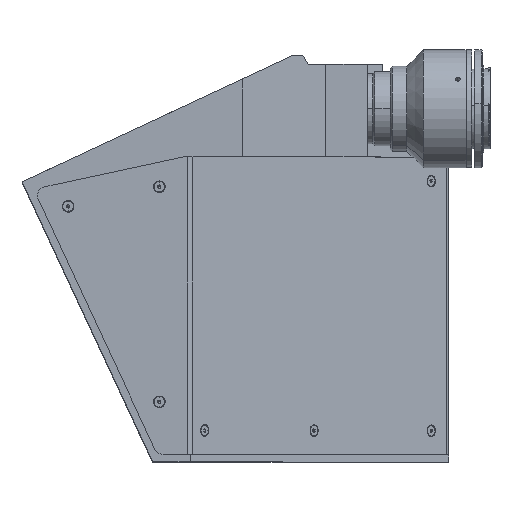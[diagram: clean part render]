
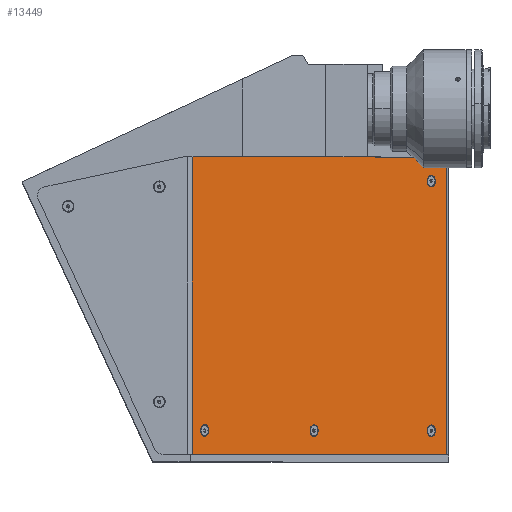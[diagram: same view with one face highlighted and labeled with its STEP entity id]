
A CAD part, top view. The second image highlights one B-rep face of the part: STEP entity #13449.
In plain terms, the highlighted planar face has unit normal (0.707, 0, 0.707).
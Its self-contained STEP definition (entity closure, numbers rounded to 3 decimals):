
#172 = DIRECTION ( 'NONE',  ( 0., -1., 0. ) ) ;
#316 = CARTESIAN_POINT ( 'NONE',  ( 25.086, -78., 114.598 ) ) ;
#387 = VECTOR ( 'NONE', #172, 1000. ) ;
#651 = CIRCLE ( 'NONE', #6831, 3.15 ) ;
#665 = EDGE_CURVE ( 'NONE', #6019, #4631, #651, .T. ) ;
#703 = AXIS2_PLACEMENT_3D ( 'NONE', #14868, #10455, #10630 ) ;
#1113 = VERTEX_POINT ( 'NONE', #12514 ) ;
#1144 = CARTESIAN_POINT ( 'NONE',  ( -39.716, 70., 179.4 ) ) ;
#2129 = CIRCLE ( 'NONE', #2413, 3.15 ) ;
#2276 = ORIENTED_EDGE ( 'NONE', *, *, #7147, .F. ) ;
#2413 = AXIS2_PLACEMENT_3D ( 'NONE', #10301, #11780, #17038 ) ;
#3026 = VERTEX_POINT ( 'NONE', #15988 ) ;
#3100 = EDGE_CURVE ( 'NONE', #17534, #17644, #12180, .T. ) ;
#3152 = CIRCLE ( 'NONE', #10219, 3.15 ) ;
#3253 = DIRECTION ( 'NONE',  ( 0.707, 0., -0.707 ) ) ;
#3784 = DIRECTION ( 'NONE',  ( 0.707, 0., 0.707 ) ) ;
#3878 = CARTESIAN_POINT ( 'NONE',  ( 90.719, -78., 48.965 ) ) ;
#4105 = FACE_BOUND ( 'NONE', #6290, .T. ) ;
#4203 = DIRECTION ( 'NONE',  ( 0.707, 0., 0.707 ) ) ;
#4266 = DIRECTION ( 'NONE',  ( 0.707, 0., -0.707 ) ) ;
#4380 = DIRECTION ( 'NONE',  ( 0.707, 0., -0.707 ) ) ;
#4395 = ORIENTED_EDGE ( 'NONE', *, *, #12479, .T. ) ;
#4545 = ORIENTED_EDGE ( 'NONE', *, *, #6806, .F. ) ;
#4631 = VERTEX_POINT ( 'NONE', #10078 ) ;
#4927 = ORIENTED_EDGE ( 'NONE', *, *, #17521, .F. ) ;
#5301 = LINE ( 'NONE', #10834, #10209 ) ;
#5305 = FACE_BOUND ( 'NONE', #16870, .T. ) ;
#5366 = AXIS2_PLACEMENT_3D ( 'NONE', #10363, #15888, #11570 ) ;
#5594 = DIRECTION ( 'NONE',  ( 0.707, 0., -0.707 ) ) ;
#5867 = VERTEX_POINT ( 'NONE', #5936 ) ;
#5896 = DIRECTION ( 'NONE',  ( 0.707, 0., 0.707 ) ) ;
#5936 = CARTESIAN_POINT ( 'NONE',  ( -38.544, -91., 178.228 ) ) ;
#6019 = VERTEX_POINT ( 'NONE', #10612 ) ;
#6290 = EDGE_LOOP ( 'NONE', ( #4927, #2276 ) ) ;
#6438 = ORIENTED_EDGE ( 'NONE', *, *, #18220, .T. ) ;
#6593 = ORIENTED_EDGE ( 'NONE', *, *, #17506, .F. ) ;
#6623 = EDGE_CURVE ( 'NONE', #10016, #17571, #5301, .T. ) ;
#6696 = DIRECTION ( 'NONE',  ( -0.707, 0., -0.707 ) ) ;
#6806 = EDGE_CURVE ( 'NONE', #10984, #1113, #13424, .T. ) ;
#6831 = AXIS2_PLACEMENT_3D ( 'NONE', #3878, #3784, #9406 ) ;
#6932 = DIRECTION ( 'NONE',  ( 0.707, 0., 0.707 ) ) ;
#7081 = CARTESIAN_POINT ( 'NONE',  ( -38.544, 70., 178.228 ) ) ;
#7103 = ORIENTED_EDGE ( 'NONE', *, *, #3100, .F. ) ;
#7147 = EDGE_CURVE ( 'NONE', #17882, #17502, #3152, .T. ) ;
#7150 = CIRCLE ( 'NONE', #8026, 3.15 ) ;
#7417 = DIRECTION ( 'NONE',  ( 0.707, 0., 0.707 ) ) ;
#7545 = CARTESIAN_POINT ( 'NONE',  ( -31.849, -78., 171.534 ) ) ;
#7924 = LINE ( 'NONE', #10794, #11113 ) ;
#8013 = ORIENTED_EDGE ( 'NONE', *, *, #16419, .F. ) ;
#8026 = AXIS2_PLACEMENT_3D ( 'NONE', #7545, #5896, #15577 ) ;
#8281 = LINE ( 'NONE', #7081, #387 ) ;
#8315 = AXIS2_PLACEMENT_3D ( 'NONE', #12763, #7417, #3253 ) ;
#8321 = CARTESIAN_POINT ( 'NONE',  ( 90.719, 57., 48.965 ) ) ;
#8501 = ORIENTED_EDGE ( 'NONE', *, *, #6623, .T. ) ;
#8543 = LINE ( 'NONE', #18213, #13540 ) ;
#8603 = CIRCLE ( 'NONE', #8315, 3.15 ) ;
#8617 = CARTESIAN_POINT ( 'NONE',  ( 27.314, -78., 112.371 ) ) ;
#8875 = ORIENTED_EDGE ( 'NONE', *, *, #11708, .F. ) ;
#9406 = DIRECTION ( 'NONE',  ( 0.707, 0., -0.707 ) ) ;
#9444 = DIRECTION ( 'NONE',  ( -0.707, 0., 0.707 ) ) ;
#10016 = VERTEX_POINT ( 'NONE', #18176 ) ;
#10078 = CARTESIAN_POINT ( 'NONE',  ( 92.947, -78., 46.738 ) ) ;
#10099 = CARTESIAN_POINT ( 'NONE',  ( -34.077, -78., 173.761 ) ) ;
#10159 = EDGE_LOOP ( 'NONE', ( #4395, #8501, #8013, #6438 ) ) ;
#10209 = VECTOR ( 'NONE', #17826, 1000. ) ;
#10219 = AXIS2_PLACEMENT_3D ( 'NONE', #8321, #6932, #4266 ) ;
#10301 = CARTESIAN_POINT ( 'NONE',  ( 90.719, -78., 48.965 ) ) ;
#10363 = CARTESIAN_POINT ( 'NONE',  ( 27.314, -78., 112.371 ) ) ;
#10455 = DIRECTION ( 'NONE',  ( 0.707, 0., 0.707 ) ) ;
#10612 = CARTESIAN_POINT ( 'NONE',  ( 88.492, -78., 51.192 ) ) ;
#10630 = DIRECTION ( 'NONE',  ( 0.707, 0., -0.707 ) ) ;
#10794 = CARTESIAN_POINT ( 'NONE',  ( -39.716, -91., 179.4 ) ) ;
#10834 = CARTESIAN_POINT ( 'NONE',  ( 98.828, 70., 40.856 ) ) ;
#10928 = PLANE ( 'NONE',  #17071 ) ;
#10984 = VERTEX_POINT ( 'NONE', #316 ) ;
#11113 = VECTOR ( 'NONE', #15977, 1000. ) ;
#11570 = DIRECTION ( 'NONE',  ( 0.707, 0., -0.707 ) ) ;
#11656 = CARTESIAN_POINT ( 'NONE',  ( 92.947, 57., 46.738 ) ) ;
#11659 = EDGE_CURVE ( 'NONE', #4631, #6019, #2129, .T. ) ;
#11708 = EDGE_CURVE ( 'NONE', #17644, #17534, #7150, .T. ) ;
#11747 = CARTESIAN_POINT ( 'NONE',  ( 98.828, 70., 40.856 ) ) ;
#11780 = DIRECTION ( 'NONE',  ( 0.707, 0., 0.707 ) ) ;
#11957 = AXIS2_PLACEMENT_3D ( 'NONE', #8617, #4203, #4380 ) ;
#12180 = CIRCLE ( 'NONE', #703, 3.15 ) ;
#12222 = EDGE_LOOP ( 'NONE', ( #8875, #7103 ) ) ;
#12479 = EDGE_CURVE ( 'NONE', #5867, #10016, #7924, .T. ) ;
#12511 = ORIENTED_EDGE ( 'NONE', *, *, #11659, .F. ) ;
#12514 = CARTESIAN_POINT ( 'NONE',  ( 29.541, -78., 110.143 ) ) ;
#12763 = CARTESIAN_POINT ( 'NONE',  ( 90.719, 57., 48.965 ) ) ;
#12903 = ORIENTED_EDGE ( 'NONE', *, *, #665, .F. ) ;
#13424 = CIRCLE ( 'NONE', #11957, 3.15 ) ;
#13449 = ADVANCED_FACE ( 'NONE', ( #16729, #15073, #5305, #4105, #13963 ), #10928, .F. ) ;
#13540 = VECTOR ( 'NONE', #5594, 1000. ) ;
#13963 = FACE_OUTER_BOUND ( 'NONE', #10159, .T. ) ;
#14196 = CIRCLE ( 'NONE', #5366, 3.15 ) ;
#14868 = CARTESIAN_POINT ( 'NONE',  ( -31.849, -78., 171.534 ) ) ;
#14937 = EDGE_LOOP ( 'NONE', ( #6593, #4545 ) ) ;
#15073 = FACE_BOUND ( 'NONE', #12222, .T. ) ;
#15577 = DIRECTION ( 'NONE',  ( 0.707, 0., -0.707 ) ) ;
#15888 = DIRECTION ( 'NONE',  ( 0.707, 0., 0.707 ) ) ;
#15977 = DIRECTION ( 'NONE',  ( 0.707, 0., -0.707 ) ) ;
#15988 = CARTESIAN_POINT ( 'NONE',  ( -38.544, 70., 178.228 ) ) ;
#16419 = EDGE_CURVE ( 'NONE', #3026, #17571, #8543, .T. ) ;
#16711 = CARTESIAN_POINT ( 'NONE',  ( 88.492, 57., 51.192 ) ) ;
#16729 = FACE_BOUND ( 'NONE', #14937, .T. ) ;
#16870 = EDGE_LOOP ( 'NONE', ( #12511, #12903 ) ) ;
#17038 = DIRECTION ( 'NONE',  ( 0.707, 0., -0.707 ) ) ;
#17071 = AXIS2_PLACEMENT_3D ( 'NONE', #1144, #6696, #9444 ) ;
#17502 = VERTEX_POINT ( 'NONE', #11656 ) ;
#17506 = EDGE_CURVE ( 'NONE', #1113, #10984, #14196, .T. ) ;
#17521 = EDGE_CURVE ( 'NONE', #17502, #17882, #8603, .T. ) ;
#17534 = VERTEX_POINT ( 'NONE', #10099 ) ;
#17571 = VERTEX_POINT ( 'NONE', #11747 ) ;
#17644 = VERTEX_POINT ( 'NONE', #17722 ) ;
#17722 = CARTESIAN_POINT ( 'NONE',  ( -29.622, -78., 169.306 ) ) ;
#17826 = DIRECTION ( 'NONE',  ( 0., 1., 0. ) ) ;
#17882 = VERTEX_POINT ( 'NONE', #16711 ) ;
#18176 = CARTESIAN_POINT ( 'NONE',  ( 98.828, -91., 40.856 ) ) ;
#18213 = CARTESIAN_POINT ( 'NONE',  ( -39.716, 70., 179.4 ) ) ;
#18220 = EDGE_CURVE ( 'NONE', #3026, #5867, #8281, .T. ) ;
